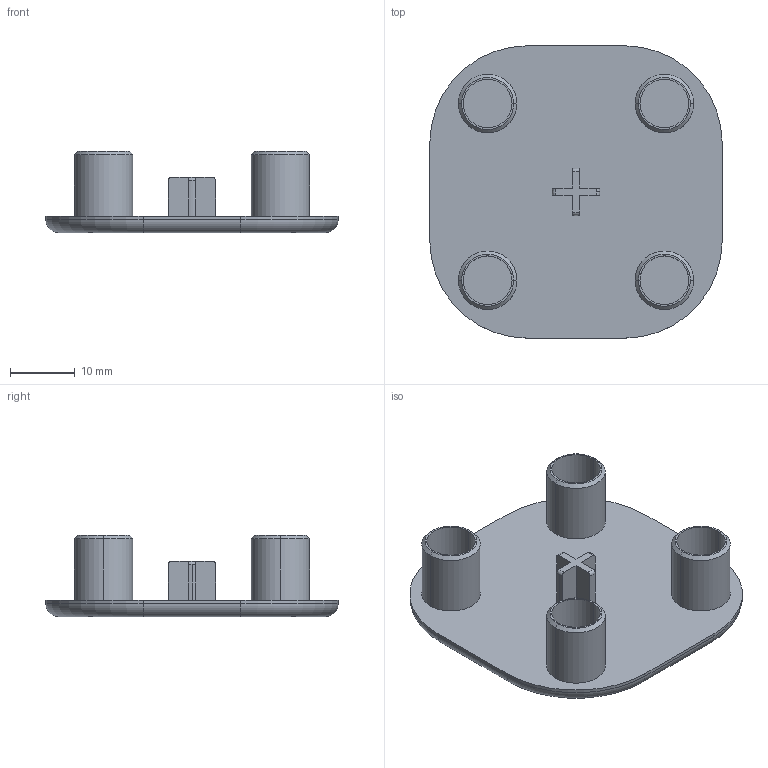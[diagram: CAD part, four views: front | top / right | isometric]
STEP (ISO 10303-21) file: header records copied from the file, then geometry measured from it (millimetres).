
FILE_DESCRIPTION (( 'STEP AP203' ), '1' );
FILE_NAME ('800.029.109.STEP', '2013-01-21T10:47:07', ( '' ), ( '' ), 'SwSTEP 2.0', 'SolidWorks 2011', '' );
FILE_SCHEMA (( 'CONFIG_CONTROL_DESIGN' ));
Length unit declared in the file: millimetre
Products named in the file (1): 800.029.109
Bounding box: 45 x 45 x 12.5 mm (x, y, z)
Volume: 5309.3 mm3; surface area: 6125.7 mm2
Topology: 1 solids, 1 shells, 69 faces, 158 edges, 100 vertices
Faces by surface type: cylinder 29, plane 23, torus 9, cone 8
Entity records: 2062 total; most frequent: CARTESIAN_POINT 368, DIRECTION 367, ORIENTED_EDGE 316, EDGE_CURVE 158, AXIS2_PLACEMENT_3D 147, VERTEX_POINT 100, EDGE_LOOP 78, CIRCLE 77
